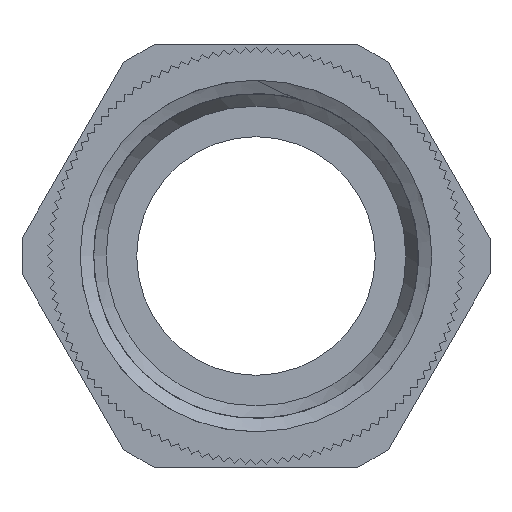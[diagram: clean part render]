
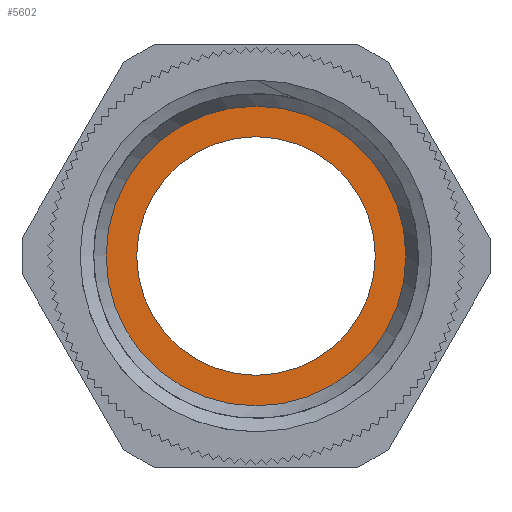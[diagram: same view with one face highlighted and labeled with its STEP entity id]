
A CAD part, left-side view. The second image highlights one B-rep face of the part: STEP entity #5602.
In plain terms, the highlighted planar face has unit normal (-1, 0, 0).
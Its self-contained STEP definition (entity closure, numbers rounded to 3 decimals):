
#18=FACE_BOUND('',#843,.T.);
#31=CIRCLE('',#5887,8.499);
#32=CIRCLE('',#5888,6.765);
#290=PLANE('',#5886);
#566=FACE_OUTER_BOUND('',#842,.T.);
#842=EDGE_LOOP('',(#4812));
#843=EDGE_LOOP('',(#4813));
#2936=VERTEX_POINT('',#10785);
#2937=VERTEX_POINT('',#10787);
#3732=EDGE_CURVE('',#2936,#2936,#31,.T.);
#3733=EDGE_CURVE('',#2937,#2937,#32,.T.);
#4812=ORIENTED_EDGE('',*,*,#3732,.F.);
#4813=ORIENTED_EDGE('',*,*,#3733,.T.);
#5602=ADVANCED_FACE('',(#566,#18),#290,.T.);
#5886=AXIS2_PLACEMENT_3D('',#10784,#7201,#7202);
#5887=AXIS2_PLACEMENT_3D('',#10786,#7203,#7204);
#5888=AXIS2_PLACEMENT_3D('',#10788,#7205,#7206);
#7201=DIRECTION('center_axis',(-1.,0.,0.));
#7202=DIRECTION('ref_axis',(0.,0.,1.));
#7203=DIRECTION('center_axis',(1.,0.,0.));
#7204=DIRECTION('ref_axis',(0.,0.,-1.));
#7205=DIRECTION('center_axis',(1.,0.,0.));
#7206=DIRECTION('ref_axis',(0.,0.,-1.));
#10784=CARTESIAN_POINT('Origin',(-9.8,9.21,0.));
#10785=CARTESIAN_POINT('',(-9.8,8.499,0.));
#10786=CARTESIAN_POINT('Origin',(-9.8,0.,0.));
#10787=CARTESIAN_POINT('',(-9.8,6.765,0.));
#10788=CARTESIAN_POINT('Origin',(-9.8,0.,0.));
